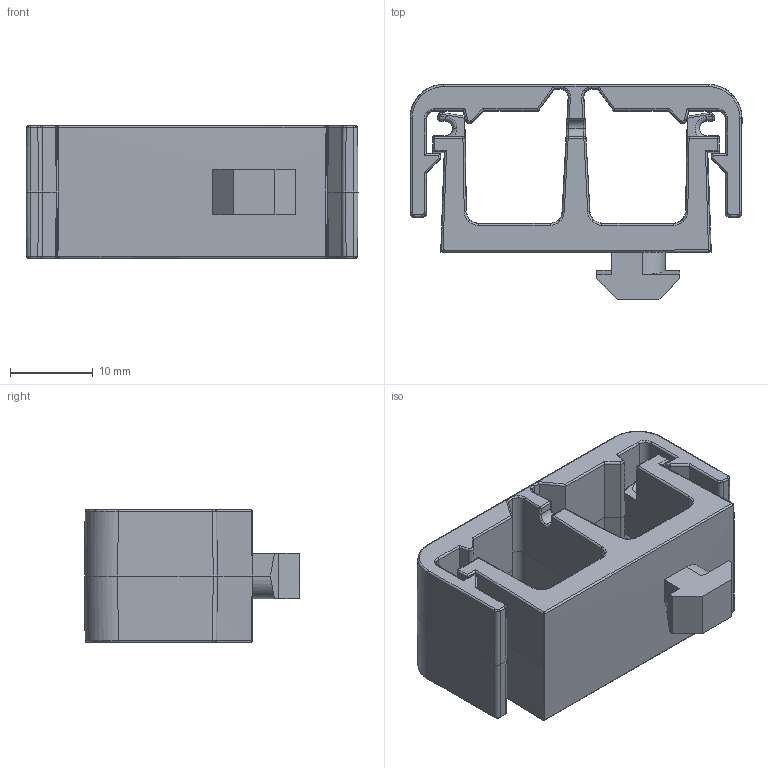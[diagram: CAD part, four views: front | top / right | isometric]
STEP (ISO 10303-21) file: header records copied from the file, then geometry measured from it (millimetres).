
FILE_DESCRIPTION (( 'STEP AP203' ), '1' );
FILE_NAME ('151095.step', '2021-06-03T16:17:32', ( '' ), ( '' ), 'SwSTEP 2.0', 'SolidWorks 2021', '' );
FILE_SCHEMA (( 'CONFIG_CONTROL_DESIGN' ));
Length unit declared in the file: millimetre
Products named in the file (1): 151095
Bounding box: 40 x 25.9 x 16 mm (x, y, z)
Volume: 6278.2 mm3; surface area: 5519.4 mm2
Topology: 1 solids, 1 shells, 428 faces, 1014 edges, 563 vertices
Faces by surface type: cylinder 174, plane 128, bspline 82, sphere 22, cone 12, torus 10
Entity records: 12860 total; most frequent: CARTESIAN_POINT 4022, ORIENTED_EDGE 1984, DIRECTION 1665, EDGE_CURVE 992, AXIS2_PLACEMENT_3D 578, VERTEX_POINT 563, VECTOR 509, LINE 509
